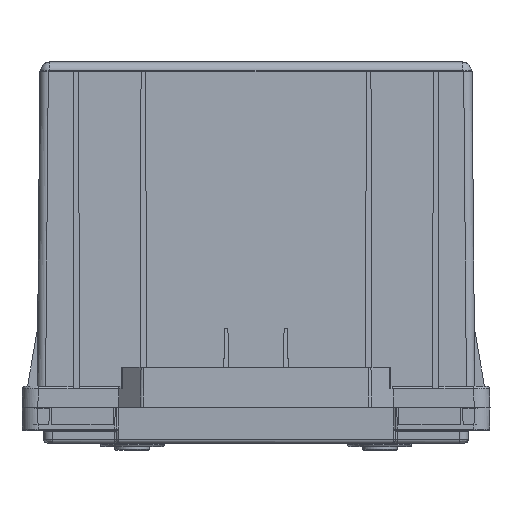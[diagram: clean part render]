
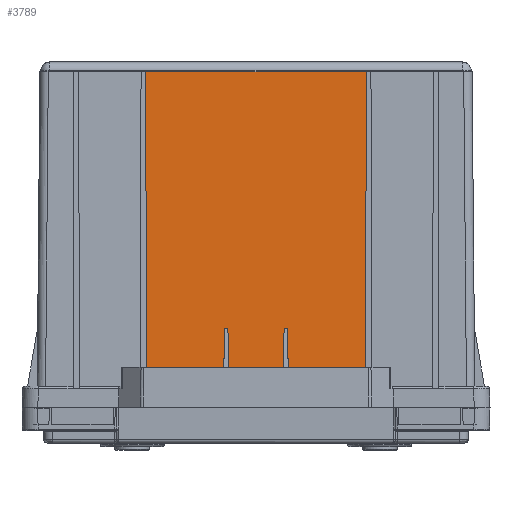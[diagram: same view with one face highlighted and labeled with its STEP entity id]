
A CAD part, front view. The second image highlights one B-rep face of the part: STEP entity #3789.
In plain terms, the highlighted planar face has unit normal (0, -1, 0.009).
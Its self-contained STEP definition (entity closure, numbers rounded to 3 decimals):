
#3789=ADVANCED_FACE('',(#6492),#4916,.F.);
#4916=PLANE('',#35605);
#6492=FACE_OUTER_BOUND('',#8450,.T.);
#8450=EDGE_LOOP('',(#16953,#16954,#16955,#16956,#16957,#16958,#16959,#16960,
#16961,#16962,#16963,#16964));
#16953=ORIENTED_EDGE('',*,*,#26785,.F.);
#16954=ORIENTED_EDGE('',*,*,#26786,.T.);
#16955=ORIENTED_EDGE('',*,*,#26732,.F.);
#16956=ORIENTED_EDGE('',*,*,#26787,.T.);
#16957=ORIENTED_EDGE('',*,*,#26788,.F.);
#16958=ORIENTED_EDGE('',*,*,#26295,.T.);
#16959=ORIENTED_EDGE('',*,*,#26293,.F.);
#16960=ORIENTED_EDGE('',*,*,#26291,.F.);
#16961=ORIENTED_EDGE('',*,*,#26288,.F.);
#16962=ORIENTED_EDGE('',*,*,#26285,.T.);
#16963=ORIENTED_EDGE('',*,*,#26283,.F.);
#16964=ORIENTED_EDGE('',*,*,#26281,.F.);
#22038=VERTEX_POINT('',#58017);
#22039=VERTEX_POINT('',#58019);
#22040=VERTEX_POINT('',#58023);
#22041=VERTEX_POINT('',#58027);
#22042=VERTEX_POINT('',#58032);
#22043=VERTEX_POINT('',#58037);
#22044=VERTEX_POINT('',#58041);
#22045=VERTEX_POINT('',#58045);
#22450=VERTEX_POINT('',#59974);
#22451=VERTEX_POINT('',#59976);
#22497=VERTEX_POINT('',#60081);
#22498=VERTEX_POINT('',#60084);
#26281=EDGE_CURVE('',#22038,#22039,#29502,.T.);
#26283=EDGE_CURVE('',#22039,#22040,#29504,.T.);
#26285=EDGE_CURVE('',#22041,#22040,#29506,.T.);
#26288=EDGE_CURVE('',#22041,#22042,#29509,.T.);
#26291=EDGE_CURVE('',#22042,#22043,#29512,.T.);
#26293=EDGE_CURVE('',#22043,#22044,#29514,.T.);
#26295=EDGE_CURVE('',#22045,#22044,#29516,.T.);
#26732=EDGE_CURVE('',#22450,#22451,#29773,.T.);
#26785=EDGE_CURVE('',#22497,#22038,#29818,.T.);
#26786=EDGE_CURVE('',#22497,#22451,#29819,.T.);
#26787=EDGE_CURVE('',#22450,#22498,#29820,.T.);
#26788=EDGE_CURVE('',#22045,#22498,#29821,.T.);
#29502=LINE('',#58018,#32137);
#29504=LINE('',#58022,#32139);
#29506=LINE('',#58026,#32141);
#29509=LINE('',#58031,#32144);
#29512=LINE('',#58036,#32147);
#29514=LINE('',#58040,#32149);
#29516=LINE('',#58044,#32151);
#29773=LINE('',#59975,#32408);
#29818=LINE('',#60080,#32453);
#29819=LINE('',#60082,#32454);
#29820=LINE('',#60083,#32455);
#29821=LINE('',#60085,#32456);
#32137=VECTOR('',#41734,1.);
#32139=VECTOR('',#41738,1.);
#32141=VECTOR('',#41742,1.);
#32144=VECTOR('',#41747,1.);
#32147=VECTOR('',#41752,1.);
#32149=VECTOR('',#41756,1.);
#32151=VECTOR('',#41760,1.);
#32408=VECTOR('',#42293,1.);
#32453=VECTOR('',#42366,1.);
#32454=VECTOR('',#42367,1.);
#32455=VECTOR('',#42368,1.);
#32456=VECTOR('',#42369,1.);
#35605=AXIS2_PLACEMENT_3D('',#60086,#42370,#42371);
#41734=DIRECTION('',(-0.017,0.009,1.));
#41738=DIRECTION('',(-1.,0.,0.));
#41742=DIRECTION('',(0.017,0.009,1.));
#41747=DIRECTION('',(-1.,0.,0.));
#41752=DIRECTION('',(-0.017,0.009,1.));
#41756=DIRECTION('',(-1.,0.,0.));
#41760=DIRECTION('',(0.017,0.009,1.));
#42293=DIRECTION('',(1.,0.,0.));
#42366=DIRECTION('',(-1.,0.,0.));
#42367=DIRECTION('',(0.003,0.009,1.));
#42368=DIRECTION('',(0.003,-0.009,-1.));
#42369=DIRECTION('',(-1.,0.,0.));
#42370=DIRECTION('',(0.,1.,-0.009));
#42371=DIRECTION('',(1.,0.,0.));
#58017=CARTESIAN_POINT('',(18.6,-240.8,-185.7));
#58018=CARTESIAN_POINT('',(18.604,-240.802,-185.93));
#58019=CARTESIAN_POINT('',(18.024,-240.512,-152.704));
#58022=CARTESIAN_POINT('',(123.262,-240.512,-152.704));
#58023=CARTESIAN_POINT('',(16.076,-240.512,-152.704));
#58026=CARTESIAN_POINT('',(15.533,-240.784,-183.821));
#58027=CARTESIAN_POINT('',(15.5,-240.8,-185.7));
#58031=CARTESIAN_POINT('',(0.,-240.8,-185.7));
#58032=CARTESIAN_POINT('',(-15.5,-240.8,-185.7));
#58036=CARTESIAN_POINT('',(-15.496,-240.802,-185.93));
#58037=CARTESIAN_POINT('',(-16.076,-240.512,-152.704));
#58040=CARTESIAN_POINT('',(123.262,-240.512,-152.704));
#58041=CARTESIAN_POINT('',(-18.024,-240.512,-152.704));
#58044=CARTESIAN_POINT('',(-18.557,-240.778,-183.226));
#58045=CARTESIAN_POINT('',(-18.6,-240.8,-185.7));
#59974=CARTESIAN_POINT('',(-63.172,-239.227,-5.5));
#59975=CARTESIAN_POINT('',(123.262,-239.227,-5.5));
#59976=CARTESIAN_POINT('',(63.172,-239.227,-5.5));
#60080=CARTESIAN_POINT('',(0.,-240.8,-185.7));
#60081=CARTESIAN_POINT('',(62.7,-240.8,-185.7));
#60082=CARTESIAN_POINT('',(62.7,-240.798,-185.512));
#60083=CARTESIAN_POINT('',(-62.699,-240.804,-186.157));
#60084=CARTESIAN_POINT('',(-62.7,-240.8,-185.7));
#60085=CARTESIAN_POINT('',(0.,-240.8,-185.7));
#60086=CARTESIAN_POINT('',(123.262,-240.8,-185.702));
